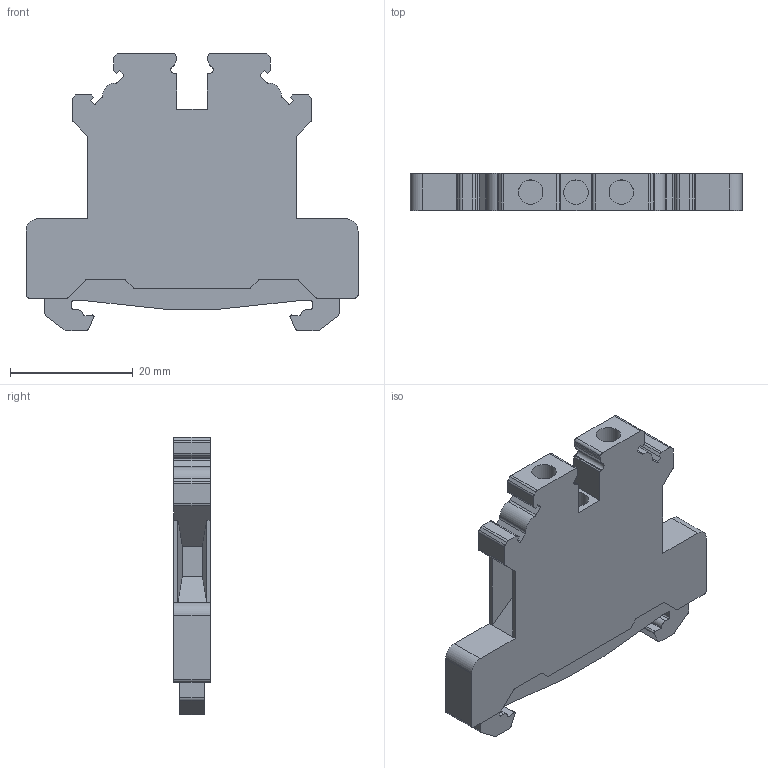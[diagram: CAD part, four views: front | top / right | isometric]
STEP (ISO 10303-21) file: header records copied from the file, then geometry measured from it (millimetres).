
FILE_DESCRIPTION( ( 'Unknown' ), '1' );
FILE_NAME( 'CGT4N.stp', 'Unknown', ( 'Unknown' ), ( 'Unknown' ), 'PSStep 14.0', 'Unknown', ' ' );
FILE_SCHEMA( ( 'AUTOMOTIVE_DESIGN { 1 0 10303 214 1 1 1 1 }' ) );
Length unit declared in the file: millimetre
Products named in the file (1): 1
Bounding box: 54.2 x 6 x 45.37 mm (x, y, z)
Volume: 8697.6 mm3; surface area: 5353.8 mm2
Topology: 1 solids, 1 shells, 178 faces, 507 edges, 334 vertices
Faces by surface type: plane 105, cylinder 73
Full cylindrical faces by diameter (mm): 3.993 x1, 4 x2
Entity records: 7226 total; most frequent: CARTESIAN_POINT 1017, DIRECTION 1008, ORIENTED_EDGE 1008, EDGE_CURVE 504, LINE 358, VECTOR 358, VERTEX_POINT 334, AXIS2_PLACEMENT_3D 325
